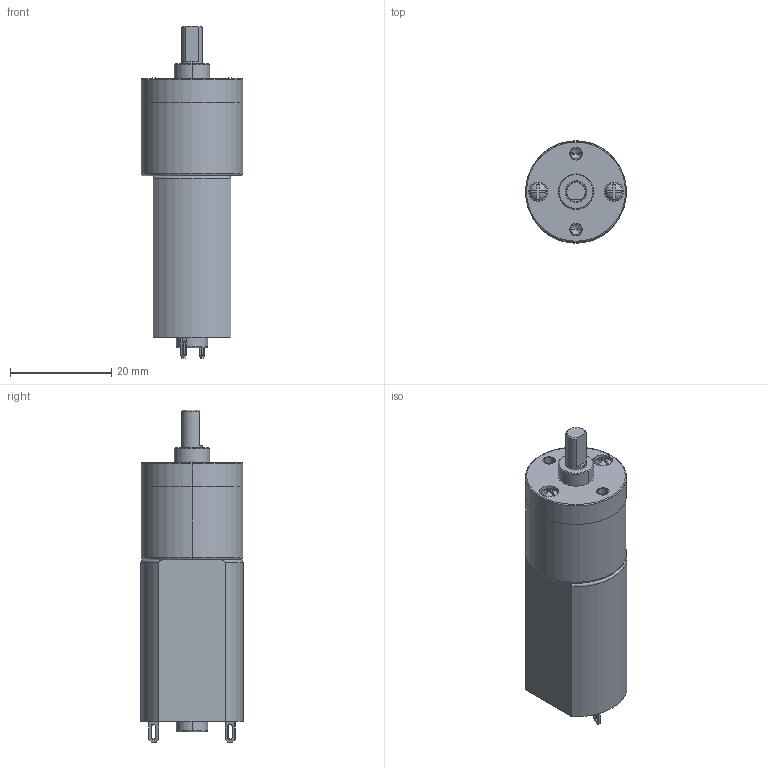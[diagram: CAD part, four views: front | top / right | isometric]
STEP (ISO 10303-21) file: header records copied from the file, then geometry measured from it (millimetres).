
FILE_DESCRIPTION((''),'2;1');
FILE_NAME('20RS-000_ASM','2024-07-10T',('86157'),(''),'PRO/ENGINEER BY PARAMETRIC TECHNOLOGY CORPORATION, 2010280','PRO/ENGINEER BY PARAMETRIC TECHNOLOGY CORPORATION, 2010280','');
FILE_SCHEMA(('CONFIG_CONTROL_DESIGN'));
Length unit declared in the file: millimetre
Products named in the file (12): D020P410K001; DM025P510002; D020P410H001; ZHOU; Z20-M0P35-SHU; SHU-CHU-ZHOU_ASM; 20RS-002_ASM; D020P420K003-L14P5-B6; DIANJI-180; 20RS-003_ASM; M2X17; 20RS-000_ASM
Assembly tree (12 placements, depth 4):
  20RS-000_ASM
    20RS-002_ASM
      D020P410K001
      DM025P510002
      D020P410H001
      SHU-CHU-ZHOU_ASM
        ZHOU
        Z20-M0P35-SHU
    20RS-003_ASM
      D020P420K003-L14P5-B6
      DIANJI-180
    M2X17  x2
Bounding box: 20 x 20.2 x 65.65 mm (x, y, z)
Volume: 11990.8 mm3; surface area: 8302.3 mm2
Topology: 9 solids, 17 shells, 499 faces, 1309 edges, 850 vertices
Faces by surface type: cylinder 290, plane 108, cone 41, extrusion 40, torus 16, sphere 4
Entity records: 16127 total; most frequent: CARTESIAN_POINT 3695, DIRECTION 2774, ORIENTED_EDGE 2426, EDGE_CURVE 1229, AXIS2_PLACEMENT_3D 1123, VERTEX_POINT 808, CIRCLE 655, EDGE_LOOP 543
